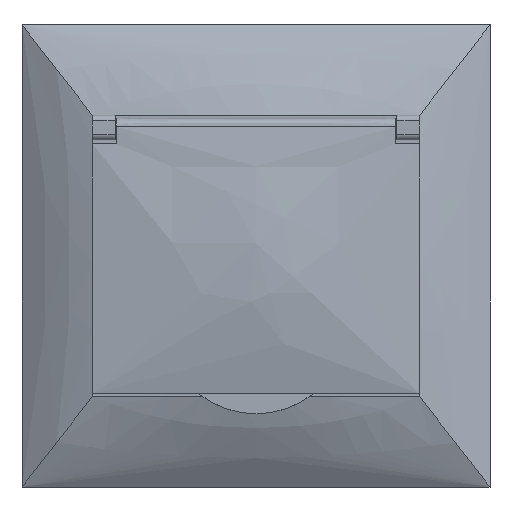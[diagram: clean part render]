
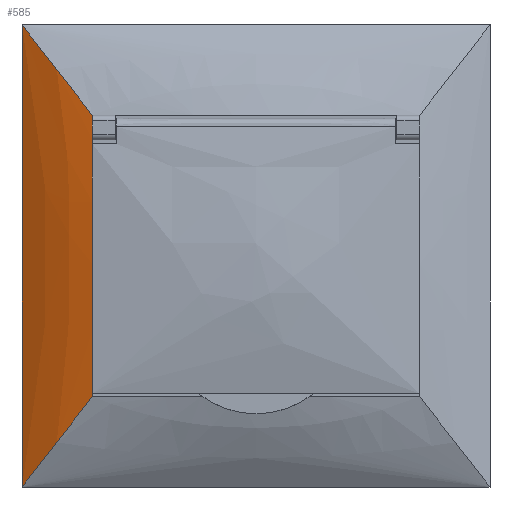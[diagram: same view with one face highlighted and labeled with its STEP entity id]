
A CAD part, top view. The second image highlights one B-rep face of the part: STEP entity #585.
In plain terms, the highlighted free-form (B-spline) face has degree [3, 3] with [4, 4] control points.
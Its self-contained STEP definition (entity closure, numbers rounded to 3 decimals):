
#179 = CARTESIAN_POINT ( 'NONE',  ( -32.667, 29.856, 9.616 ) ) ;
#191 = CARTESIAN_POINT ( 'NONE',  ( -28.5, -9.602, 11.734 ) ) ;
#369 = EDGE_CURVE ( 'NONE', #3923, #1910, #6888, .T. ) ;
#395 = CARTESIAN_POINT ( 'NONE',  ( -22.02, 4.212, 14. ) ) ;
#456 = B_SPLINE_SURFACE_WITH_KNOTS ( 'NONE', 3, 3, ( 
 ( #2273, #7760, #3828, #7851 ),
 ( #4554, #3749, #7206, #2463 ),
 ( #395, #7925, #8644, #3150 ),
 ( #6492, #6388, #7022, #6214 ) ),
 .UNSPECIFIED., .F., .F., .F.,
 ( 4, 4 ),
 ( 4, 4 ),
 ( 0., 1. ),
 ( 0., 1. ),
 .UNSPECIFIED. ) ;
#585 = ADVANCED_FACE ( 'NONE', ( #7850 ), #456, .T. ) ;
#844 = CARTESIAN_POINT ( 'NONE',  ( -28.5, -20.774, 11.335 ) ) ;
#1022 = VERTEX_POINT ( 'NONE', #5227 ) ;
#1468 = ORIENTED_EDGE ( 'NONE', *, *, #8553, .T. ) ;
#1873 = CARTESIAN_POINT ( 'NONE',  ( -28.5, 24.497, 11.171 ) ) ;
#1910 = VERTEX_POINT ( 'NONE', #4203 ) ;
#1919 = B_SPLINE_CURVE_WITH_KNOTS ( 'NONE', 3,
 ( #5694, #179, #6314, #2255 ),
 .UNSPECIFIED., .F., .F.,
 ( 4, 4 ),
 ( 0.455, 1. ),
 .UNSPECIFIED. ) ;
#2255 = CARTESIAN_POINT ( 'NONE',  ( -40.75, 40.25, 5. ) ) ;
#2273 = CARTESIAN_POINT ( 'NONE',  ( -17.939, -10.917, 14. ) ) ;
#2463 = CARTESIAN_POINT ( 'NONE',  ( -40.75, -13.417, 5. ) ) ;
#2491 = DIRECTION ( 'NONE',  ( 0., -1., 0. ) ) ;
#2866 = ORIENTED_EDGE ( 'NONE', *, *, #5710, .F. ) ;
#2926 = CARTESIAN_POINT ( 'NONE',  ( -28.5, 12.753, 11.645 ) ) ;
#3111 = VERTEX_POINT ( 'NONE', #1873 ) ;
#3150 = CARTESIAN_POINT ( 'NONE',  ( -40.75, 13.417, 5. ) ) ;
#3604 = CARTESIAN_POINT ( 'NONE',  ( -28.5, 5.303, 11.827 ) ) ;
#3749 = CARTESIAN_POINT ( 'NONE',  ( -28.48, -7.373, 12.713 ) ) ;
#3828 = CARTESIAN_POINT ( 'NONE',  ( -33.435, -30.843, 9.685 ) ) ;
#3923 = VERTEX_POINT ( 'NONE', #5842 ) ;
#4174 = EDGE_CURVE ( 'NONE', #1910, #4376, #6190, .T. ) ;
#4203 = CARTESIAN_POINT ( 'NONE',  ( -28.5, -24.497, 11.171 ) ) ;
#4312 = CARTESIAN_POINT ( 'NONE',  ( -28.5, -5.876, 11.821 ) ) ;
#4376 = VERTEX_POINT ( 'NONE', #6060 ) ;
#4554 = CARTESIAN_POINT ( 'NONE',  ( -22.02, -4.212, 14. ) ) ;
#4729 = EDGE_LOOP ( 'NONE', ( #2866, #1468, #7563, #8427, #8679 ) ) ;
#4995 = VECTOR ( 'NONE', #2491, 1000. ) ;
#5031 = CARTESIAN_POINT ( 'NONE',  ( -28.5, -17.051, 11.49 ) ) ;
#5227 = CARTESIAN_POINT ( 'NONE',  ( -40.75, 40.25, 5. ) ) ;
#5250 = CARTESIAN_POINT ( 'NONE',  ( -40.75, 40.25, 5. ) ) ;
#5694 = CARTESIAN_POINT ( 'NONE',  ( -28.5, 24.497, 11.171 ) ) ;
#5707 = CARTESIAN_POINT ( 'NONE',  ( -28.5, -24.497, 11.171 ) ) ;
#5710 = EDGE_CURVE ( 'NONE', #3111, #3923, #5818, .T. ) ;
#5818 = B_SPLINE_CURVE_WITH_KNOTS ( 'NONE', 3,
 ( #8077, #8041, #7750, #7738 ),
 .UNSPECIFIED., .F., .F.,
 ( 4, 4 ),
 ( 0., 0.004 ),
 .UNSPECIFIED. ) ;
#5842 = CARTESIAN_POINT ( 'NONE',  ( -28.5, 20.2, 11.355 ) ) ;
#6060 = CARTESIAN_POINT ( 'NONE',  ( -40.75, -40.25, 5. ) ) ;
#6190 = B_SPLINE_CURVE_WITH_KNOTS ( 'NONE', 3,
 ( #8414, #7942, #8309, #8297 ),
 .UNSPECIFIED., .F., .F.,
 ( 4, 4 ),
 ( 0.455, 1. ),
 .UNSPECIFIED. ) ;
#6214 = CARTESIAN_POINT ( 'NONE',  ( -40.75, 40.25, 5. ) ) ;
#6314 = CARTESIAN_POINT ( 'NONE',  ( -36.762, 35.122, 7.554 ) ) ;
#6388 = CARTESIAN_POINT ( 'NONE',  ( -25.76, 20.973, 12.713 ) ) ;
#6492 = CARTESIAN_POINT ( 'NONE',  ( -17.939, 10.917, 14. ) ) ;
#6717 = LINE ( 'NONE', #5250, #4995 ) ;
#6888 = B_SPLINE_CURVE_WITH_KNOTS ( 'NONE', 3,
 ( #6904, #7691, #2926, #3604, #8406, #4312, #191, #5031, #844, #5707 ),
 .UNSPECIFIED., .F., .F.,
 ( 4, 2, 2, 2, 4 ),
 ( 0.004, 0.015, 0.027, 0.038, 0.049 ),
 .UNSPECIFIED. ) ;
#6904 = CARTESIAN_POINT ( 'NONE',  ( -28.5, 20.2, 11.355 ) ) ;
#7022 = CARTESIAN_POINT ( 'NONE',  ( -33.435, 30.843, 9.685 ) ) ;
#7206 = CARTESIAN_POINT ( 'NONE',  ( -34.795, -10.472, 9.685 ) ) ;
#7563 = ORIENTED_EDGE ( 'NONE', *, *, #8750, .T. ) ;
#7691 = CARTESIAN_POINT ( 'NONE',  ( -28.5, 16.477, 11.508 ) ) ;
#7738 = CARTESIAN_POINT ( 'NONE',  ( -28.5, 20.2, 11.355 ) ) ;
#7750 = CARTESIAN_POINT ( 'NONE',  ( -28.5, 21.632, 11.296 ) ) ;
#7760 = CARTESIAN_POINT ( 'NONE',  ( -25.76, -20.973, 12.713 ) ) ;
#7850 = FACE_OUTER_BOUND ( 'NONE', #4729, .T. ) ;
#7851 = CARTESIAN_POINT ( 'NONE',  ( -40.75, -40.25, 5. ) ) ;
#7925 = CARTESIAN_POINT ( 'NONE',  ( -28.48, 7.373, 12.713 ) ) ;
#7942 = CARTESIAN_POINT ( 'NONE',  ( -32.667, -29.856, 9.616 ) ) ;
#8041 = CARTESIAN_POINT ( 'NONE',  ( -28.5, 23.065, 11.234 ) ) ;
#8077 = CARTESIAN_POINT ( 'NONE',  ( -28.5, 24.497, 11.171 ) ) ;
#8297 = CARTESIAN_POINT ( 'NONE',  ( -40.75, -40.25, 5. ) ) ;
#8309 = CARTESIAN_POINT ( 'NONE',  ( -36.762, -35.122, 7.554 ) ) ;
#8406 = CARTESIAN_POINT ( 'NONE',  ( -28.5, 1.576, 11.869 ) ) ;
#8414 = CARTESIAN_POINT ( 'NONE',  ( -28.5, -24.497, 11.171 ) ) ;
#8427 = ORIENTED_EDGE ( 'NONE', *, *, #4174, .F. ) ;
#8553 = EDGE_CURVE ( 'NONE', #3111, #1022, #1919, .T. ) ;
#8644 = CARTESIAN_POINT ( 'NONE',  ( -34.795, 10.472, 9.685 ) ) ;
#8679 = ORIENTED_EDGE ( 'NONE', *, *, #369, .F. ) ;
#8750 = EDGE_CURVE ( 'NONE', #1022, #4376, #6717, .T. ) ;
